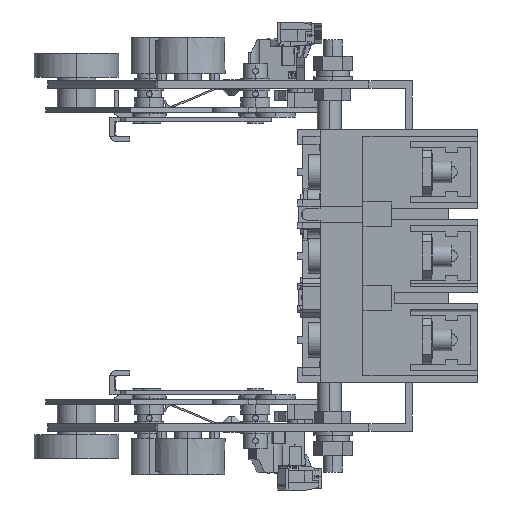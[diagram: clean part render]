
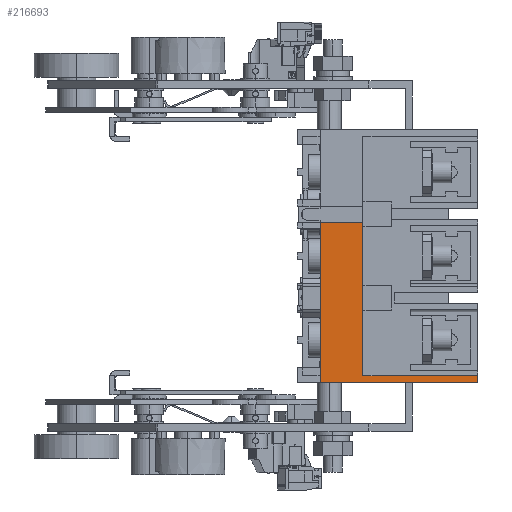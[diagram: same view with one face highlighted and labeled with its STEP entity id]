
A CAD part, left-side view. The second image highlights one B-rep face of the part: STEP entity #216693.
In plain terms, the highlighted planar face has unit normal (-1, 0, 0).
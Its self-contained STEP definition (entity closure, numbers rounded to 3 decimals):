
#7737 = CARTESIAN_POINT ( 'NONE',  ( -84.5, 11.25, -52.5 ) ) ;
#8229 = ORIENTED_EDGE ( 'NONE', *, *, #25734, .F. ) ;
#9687 = AXIS2_PLACEMENT_3D ( 'NONE', #18593, #218552, #128086 ) ;
#18593 = CARTESIAN_POINT ( 'NONE',  ( -84.5, 0., 49.5 ) ) ;
#19315 = EDGE_CURVE ( 'NONE', #27399, #119375, #95991, .T. ) ;
#25734 = EDGE_CURVE ( 'NONE', #119375, #61497, #68750, .T. ) ;
#27399 = VERTEX_POINT ( 'NONE', #164855 ) ;
#31574 = VECTOR ( 'NONE', #111852, 1000. ) ;
#42526 = CARTESIAN_POINT ( 'NONE',  ( -84.5, 11.25, -49.5 ) ) ;
#46104 = LINE ( 'NONE', #172308, #232171 ) ;
#46670 = ORIENTED_EDGE ( 'NONE', *, *, #19315, .F. ) ;
#47365 = EDGE_CURVE ( 'NONE', #133885, #180544, #210023, .T. ) ;
#53953 = VERTEX_POINT ( 'NONE', #213328 ) ;
#54733 = CARTESIAN_POINT ( 'NONE',  ( -84.5, 0., -49.5 ) ) ;
#58467 = EDGE_CURVE ( 'NONE', #53953, #133885, #71389, .T. ) ;
#61497 = VERTEX_POINT ( 'NONE', #135632 ) ;
#63761 = CARTESIAN_POINT ( 'NONE',  ( -84.5, 0., -52.5 ) ) ;
#67466 = DIRECTION ( 'NONE',  ( 0., 0., -1. ) ) ;
#68750 = LINE ( 'NONE', #213934, #174442 ) ;
#71389 = LINE ( 'NONE', #54733, #31574 ) ;
#72226 = EDGE_CURVE ( 'NONE', #53953, #27399, #46104, .T. ) ;
#75705 = FACE_OUTER_BOUND ( 'NONE', #149631, .T. ) ;
#92417 = PLANE ( 'NONE',  #9687 ) ;
#93503 = LINE ( 'NONE', #205291, #146151 ) ;
#95991 = LINE ( 'NONE', #63761, #136560 ) ;
#106980 = ORIENTED_EDGE ( 'NONE', *, *, #157659, .T. ) ;
#109514 = ORIENTED_EDGE ( 'NONE', *, *, #58467, .T. ) ;
#111852 = DIRECTION ( 'NONE',  ( 0., 1., 0. ) ) ;
#119375 = VERTEX_POINT ( 'NONE', #209590 ) ;
#128086 = DIRECTION ( 'NONE',  ( 0., 0., 1. ) ) ;
#131494 = CARTESIAN_POINT ( 'NONE',  ( -84.5, 11.25, 13.875 ) ) ;
#133885 = VERTEX_POINT ( 'NONE', #42526 ) ;
#133911 = DIRECTION ( 'NONE',  ( 0., 0., 1. ) ) ;
#135632 = CARTESIAN_POINT ( 'NONE',  ( -84.5, 29., 13.875 ) ) ;
#136560 = VECTOR ( 'NONE', #222150, 1000. ) ;
#140643 = ORIENTED_EDGE ( 'NONE', *, *, #72226, .F. ) ;
#146151 = VECTOR ( 'NONE', #148219, 1000. ) ;
#148219 = DIRECTION ( 'NONE',  ( 0., 1., 0. ) ) ;
#149631 = EDGE_LOOP ( 'NONE', ( #233786, #106980, #8229, #46670, #140643, #109514 ) ) ;
#157659 = EDGE_CURVE ( 'NONE', #180544, #61497, #93503, .T. ) ;
#164855 = CARTESIAN_POINT ( 'NONE',  ( -84.5, -36.25, -52.5 ) ) ;
#172308 = CARTESIAN_POINT ( 'NONE',  ( -84.5, -36.25, -49.5 ) ) ;
#174442 = VECTOR ( 'NONE', #196072, 1000. ) ;
#180544 = VERTEX_POINT ( 'NONE', #131494 ) ;
#196072 = DIRECTION ( 'NONE',  ( 0., 0., 1. ) ) ;
#205291 = CARTESIAN_POINT ( 'NONE',  ( -84.5, 11.25, 13.875 ) ) ;
#209590 = CARTESIAN_POINT ( 'NONE',  ( -84.5, 29., -52.5 ) ) ;
#210023 = LINE ( 'NONE', #7737, #212371 ) ;
#212371 = VECTOR ( 'NONE', #133911, 1000. ) ;
#213328 = CARTESIAN_POINT ( 'NONE',  ( -84.5, -36.25, -49.5 ) ) ;
#213934 = CARTESIAN_POINT ( 'NONE',  ( -84.5, 29., -52.5 ) ) ;
#216693 = ADVANCED_FACE ( 'NONE', ( #75705 ), #92417, .F. ) ;
#218552 = DIRECTION ( 'NONE',  ( 1., 0., 0. ) ) ;
#222150 = DIRECTION ( 'NONE',  ( 0., 1., 0. ) ) ;
#232171 = VECTOR ( 'NONE', #67466, 1000. ) ;
#233786 = ORIENTED_EDGE ( 'NONE', *, *, #47365, .T. ) ;
